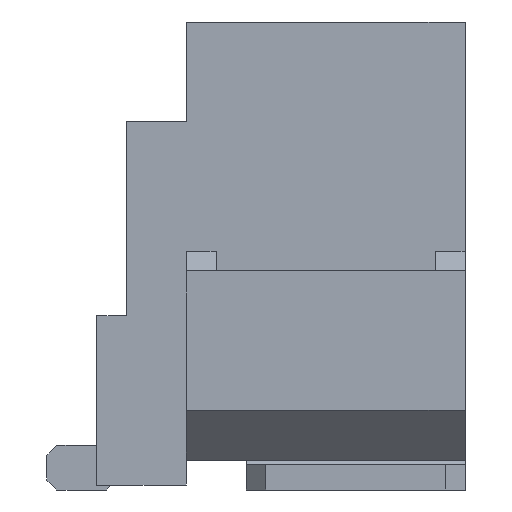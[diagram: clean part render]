
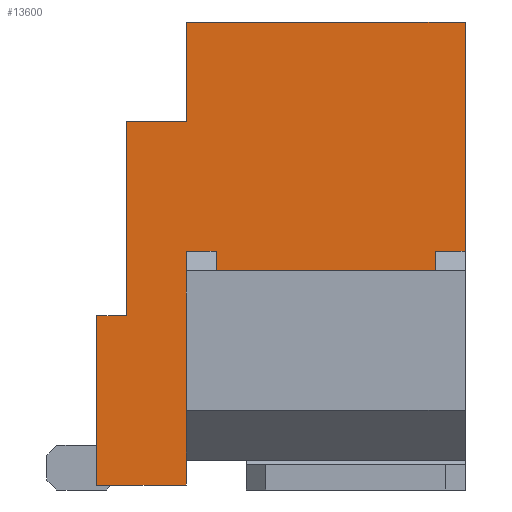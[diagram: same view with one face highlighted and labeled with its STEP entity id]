
A CAD part, left-side view. The second image highlights one B-rep face of the part: STEP entity #13600.
In plain terms, the highlighted planar face has unit normal (-1, 0, 0).
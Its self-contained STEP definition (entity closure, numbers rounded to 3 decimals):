
#97 = LINE ( 'NONE', #1800, #8099 ) ;
#140 = ORIENTED_EDGE ( 'NONE', *, *, #5785, .T. ) ;
#417 = CARTESIAN_POINT ( 'NONE',  ( -7.75, 2.6, 0.05 ) ) ;
#658 = VERTEX_POINT ( 'NONE', #4098 ) ;
#895 = EDGE_CURVE ( 'NONE', #3870, #5772, #17527, .T. ) ;
#1300 = DIRECTION ( 'NONE',  ( 0., 0., -1. ) ) ;
#1775 = LINE ( 'NONE', #10388, #17404 ) ;
#1800 = CARTESIAN_POINT ( 'NONE',  ( -7.75, 1.7, 0.3 ) ) ;
#1853 = VERTEX_POINT ( 'NONE', #18625 ) ;
#2033 = VECTOR ( 'NONE', #7228, 1000. ) ;
#2373 = LINE ( 'NONE', #2763, #5900 ) ;
#2508 = VERTEX_POINT ( 'NONE', #12473 ) ;
#2657 = CARTESIAN_POINT ( 'NONE',  ( -7.75, 2.6, 4.7 ) ) ;
#2763 = CARTESIAN_POINT ( 'NONE',  ( -7.75, 1.7, 2.4 ) ) ;
#3004 = VECTOR ( 'NONE', #5175, 1000. ) ;
#3055 = ORIENTED_EDGE ( 'NONE', *, *, #15422, .F. ) ;
#3338 = VECTOR ( 'NONE', #8043, 1000. ) ;
#3709 = DIRECTION ( 'NONE',  ( 0., -1., 0. ) ) ;
#3721 = ORIENTED_EDGE ( 'NONE', *, *, #10075, .T. ) ;
#3761 = CARTESIAN_POINT ( 'NONE',  ( -7.75, 1.7, 3.7 ) ) ;
#3777 = CARTESIAN_POINT ( 'NONE',  ( -7.75, -0.8, 1.7 ) ) ;
#3808 = VERTEX_POINT ( 'NONE', #4142 ) ;
#3830 = LINE ( 'NONE', #3761, #7325 ) ;
#3833 = DIRECTION ( 'NONE',  ( 0., 0., 1. ) ) ;
#3870 = VERTEX_POINT ( 'NONE', #19244 ) ;
#4034 = VECTOR ( 'NONE', #3709, 1000. ) ;
#4098 = CARTESIAN_POINT ( 'NONE',  ( -7.75, 1.4, 2.4 ) ) ;
#4142 = CARTESIAN_POINT ( 'NONE',  ( -7.75, 2.6, 1.75 ) ) ;
#4172 = ORIENTED_EDGE ( 'NONE', *, *, #9448, .F. ) ;
#4274 = EDGE_CURVE ( 'NONE', #2508, #18320, #6145, .T. ) ;
#4401 = DIRECTION ( 'NONE',  ( 0., 0., -1. ) ) ;
#5175 = DIRECTION ( 'NONE',  ( 0., 0., 1. ) ) ;
#5209 = ORIENTED_EDGE ( 'NONE', *, *, #18401, .T. ) ;
#5537 = VECTOR ( 'NONE', #6672, 1000. ) ;
#5673 = DIRECTION ( 'NONE',  ( 1., 0., 0. ) ) ;
#5766 = CARTESIAN_POINT ( 'NONE',  ( -7.75, 2.3, 1.75 ) ) ;
#5772 = VERTEX_POINT ( 'NONE', #12262 ) ;
#5785 = EDGE_CURVE ( 'NONE', #18011, #11117, #19054, .T. ) ;
#5900 = VECTOR ( 'NONE', #10259, 1000. ) ;
#6048 = CARTESIAN_POINT ( 'NONE',  ( -7.75, -0.8, 2.4 ) ) ;
#6083 = CARTESIAN_POINT ( 'NONE',  ( -7.75, 2.3, 1.75 ) ) ;
#6145 = LINE ( 'NONE', #417, #9168 ) ;
#6248 = ORIENTED_EDGE ( 'NONE', *, *, #18123, .T. ) ;
#6585 = DIRECTION ( 'NONE',  ( 0., -1., 0. ) ) ;
#6672 = DIRECTION ( 'NONE',  ( 0., 0., 1. ) ) ;
#6844 = LINE ( 'NONE', #17170, #3338 ) ;
#6978 = LINE ( 'NONE', #12719, #3004 ) ;
#7092 = CARTESIAN_POINT ( 'NONE',  ( -7.75, 1.7, 0.3 ) ) ;
#7228 = DIRECTION ( 'NONE',  ( 0., 1., 0. ) ) ;
#7255 = CARTESIAN_POINT ( 'NONE',  ( -7.75, -0.8, 4.7 ) ) ;
#7325 = VECTOR ( 'NONE', #3833, 1000. ) ;
#7360 = VERTEX_POINT ( 'NONE', #10378 ) ;
#7485 = AXIS2_PLACEMENT_3D ( 'NONE', #2657, #5673, #16291 ) ;
#7575 = LINE ( 'NONE', #9978, #11630 ) ;
#7724 = CARTESIAN_POINT ( 'NONE',  ( -7.75, 1.4, 1.7 ) ) ;
#8043 = DIRECTION ( 'NONE',  ( 0., 0., 1. ) ) ;
#8099 = VECTOR ( 'NONE', #12381, 1000. ) ;
#8326 = LINE ( 'NONE', #13451, #12867 ) ;
#8668 = EDGE_CURVE ( 'NONE', #15616, #8923, #97, .T. ) ;
#8798 = FACE_OUTER_BOUND ( 'NONE', #18468, .T. ) ;
#8923 = VERTEX_POINT ( 'NONE', #9957 ) ;
#9118 = ORIENTED_EDGE ( 'NONE', *, *, #895, .F. ) ;
#9168 = VECTOR ( 'NONE', #14007, 1000. ) ;
#9213 = ORIENTED_EDGE ( 'NONE', *, *, #14840, .F. ) ;
#9266 = LINE ( 'NONE', #7255, #16913 ) ;
#9448 = EDGE_CURVE ( 'NONE', #5772, #7360, #3830, .T. ) ;
#9611 = LINE ( 'NONE', #15560, #17249 ) ;
#9957 = CARTESIAN_POINT ( 'NONE',  ( -7.75, 1.7, 2.4 ) ) ;
#9978 = CARTESIAN_POINT ( 'NONE',  ( -7.75, 1.7, 2.4 ) ) ;
#10029 = LINE ( 'NONE', #5766, #2033 ) ;
#10052 = CARTESIAN_POINT ( 'NONE',  ( -7.75, 1.4, 1.7 ) ) ;
#10075 = EDGE_CURVE ( 'NONE', #8923, #658, #2373, .T. ) ;
#10259 = DIRECTION ( 'NONE',  ( 0., -1., 0. ) ) ;
#10378 = CARTESIAN_POINT ( 'NONE',  ( -7.75, 1.7, 4.7 ) ) ;
#10388 = CARTESIAN_POINT ( 'NONE',  ( -7.75, 1.7, 0.05 ) ) ;
#11035 = CARTESIAN_POINT ( 'NONE',  ( -7.75, -1.1, 4.7 ) ) ;
#11117 = VERTEX_POINT ( 'NONE', #3777 ) ;
#11380 = ORIENTED_EDGE ( 'NONE', *, *, #12881, .T. ) ;
#11470 = ORIENTED_EDGE ( 'NONE', *, *, #16345, .T. ) ;
#11630 = VECTOR ( 'NONE', #19048, 1000. ) ;
#11933 = DIRECTION ( 'NONE',  ( 0., 0., 1. ) ) ;
#12262 = CARTESIAN_POINT ( 'NONE',  ( -7.75, 1.7, 3.7 ) ) ;
#12381 = DIRECTION ( 'NONE',  ( 0., 0., 1. ) ) ;
#12473 = CARTESIAN_POINT ( 'NONE',  ( -7.75, 1.7, 0.05 ) ) ;
#12629 = ORIENTED_EDGE ( 'NONE', *, *, #4274, .F. ) ;
#12719 = CARTESIAN_POINT ( 'NONE',  ( -7.75, -1.1, 4.7 ) ) ;
#12867 = VECTOR ( 'NONE', #4401, 1000. ) ;
#12881 = EDGE_CURVE ( 'NONE', #1853, #17206, #6978, .T. ) ;
#12933 = VECTOR ( 'NONE', #16870, 1000. ) ;
#13092 = EDGE_CURVE ( 'NONE', #19297, #3808, #10029, .T. ) ;
#13451 = CARTESIAN_POINT ( 'NONE',  ( -7.75, 1.4, 4.7 ) ) ;
#13600 = ADVANCED_FACE ( 'NONE', ( #8798 ), #14774, .F. ) ;
#14007 = DIRECTION ( 'NONE',  ( 0., 1., 0. ) ) ;
#14109 = CARTESIAN_POINT ( 'NONE',  ( -7.75, 2.3, 3.7 ) ) ;
#14336 = CARTESIAN_POINT ( 'NONE',  ( -7.75, 2.6, 0.05 ) ) ;
#14582 = ORIENTED_EDGE ( 'NONE', *, *, #8668, .T. ) ;
#14774 = PLANE ( 'NONE',  #7485 ) ;
#14840 = EDGE_CURVE ( 'NONE', #19297, #3870, #6844, .T. ) ;
#15422 = EDGE_CURVE ( 'NONE', #7360, #17206, #9611, .T. ) ;
#15560 = CARTESIAN_POINT ( 'NONE',  ( -7.75, 2.6, 4.7 ) ) ;
#15616 = VERTEX_POINT ( 'NONE', #7092 ) ;
#15781 = CARTESIAN_POINT ( 'NONE',  ( -7.75, 2.6, 4.7 ) ) ;
#16291 = DIRECTION ( 'NONE',  ( 0., 0., -1. ) ) ;
#16345 = EDGE_CURVE ( 'NONE', #2508, #15616, #1775, .T. ) ;
#16406 = VERTEX_POINT ( 'NONE', #6048 ) ;
#16428 = ORIENTED_EDGE ( 'NONE', *, *, #18107, .F. ) ;
#16616 = EDGE_CURVE ( 'NONE', #18320, #3808, #17145, .T. ) ;
#16870 = DIRECTION ( 'NONE',  ( 0., -1., 0. ) ) ;
#16913 = VECTOR ( 'NONE', #1300, 1000. ) ;
#17080 = ORIENTED_EDGE ( 'NONE', *, *, #13092, .T. ) ;
#17145 = LINE ( 'NONE', #15781, #5537 ) ;
#17170 = CARTESIAN_POINT ( 'NONE',  ( -7.75, 2.3, 1.75 ) ) ;
#17206 = VERTEX_POINT ( 'NONE', #11035 ) ;
#17249 = VECTOR ( 'NONE', #6585, 1000. ) ;
#17404 = VECTOR ( 'NONE', #11933, 1000. ) ;
#17527 = LINE ( 'NONE', #14109, #4034 ) ;
#18011 = VERTEX_POINT ( 'NONE', #10052 ) ;
#18107 = EDGE_CURVE ( 'NONE', #16406, #11117, #9266, .T. ) ;
#18123 = EDGE_CURVE ( 'NONE', #658, #18011, #8326, .T. ) ;
#18320 = VERTEX_POINT ( 'NONE', #14336 ) ;
#18401 = EDGE_CURVE ( 'NONE', #16406, #1853, #7575, .T. ) ;
#18468 = EDGE_LOOP ( 'NONE', ( #3721, #6248, #140, #16428, #5209, #11380, #3055, #4172, #9118, #9213, #17080, #19122, #12629, #11470, #14582 ) ) ;
#18625 = CARTESIAN_POINT ( 'NONE',  ( -7.75, -1.1, 2.4 ) ) ;
#19048 = DIRECTION ( 'NONE',  ( 0., -1., 0. ) ) ;
#19054 = LINE ( 'NONE', #7724, #12933 ) ;
#19122 = ORIENTED_EDGE ( 'NONE', *, *, #16616, .F. ) ;
#19244 = CARTESIAN_POINT ( 'NONE',  ( -7.75, 2.3, 3.7 ) ) ;
#19297 = VERTEX_POINT ( 'NONE', #6083 ) ;
